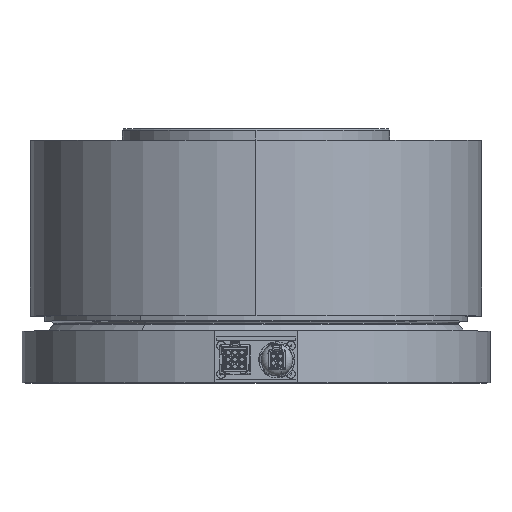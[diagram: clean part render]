
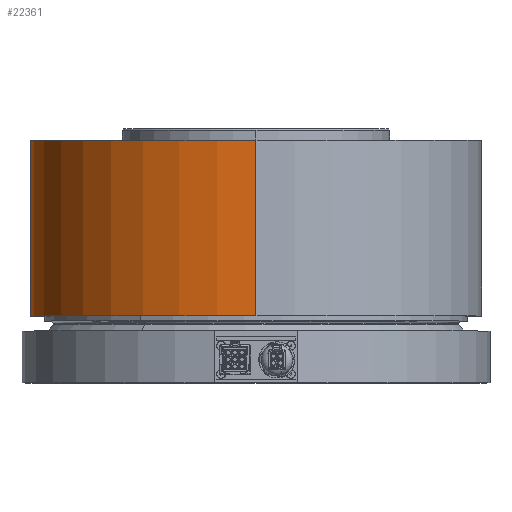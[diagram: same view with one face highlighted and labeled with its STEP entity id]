
A CAD part, top view. The second image highlights one B-rep face of the part: STEP entity #22361.
In plain terms, the highlighted cylindrical face has radius 135 mm (diameter 270 mm), a partial arc.
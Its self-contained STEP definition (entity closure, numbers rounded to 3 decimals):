
#1048 = VECTOR ( 'NONE', #45523, 1000. ) ;
#1655 = DIRECTION ( 'NONE',  ( 0.259, 0., -0.966 ) ) ;
#2610 = CARTESIAN_POINT ( 'NONE',  ( 0., 126.441, -135. ) ) ;
#4414 = AXIS2_PLACEMENT_3D ( 'NONE', #54328, #5102, #32065 ) ;
#4432 = AXIS2_PLACEMENT_3D ( 'NONE', #26219, #57526, #30770 ) ;
#5102 = DIRECTION ( 'NONE',  ( 0., 1., 0. ) ) ;
#6002 = VERTEX_POINT ( 'NONE', #36291 ) ;
#7121 = DIRECTION ( 'NONE',  ( 0., 1., 0. ) ) ;
#9549 = CARTESIAN_POINT ( 'NONE',  ( 0., 126.441, 135. ) ) ;
#11437 = ORIENTED_EDGE ( 'NONE', *, *, #46564, .F. ) ;
#22361 = ADVANCED_FACE ( 'NONE', ( #54909 ), #41638, .T. ) ;
#23270 = CARTESIAN_POINT ( 'NONE',  ( 0., 40., -135. ) ) ;
#24459 = CIRCLE ( 'NONE', #4432, 135. ) ;
#25126 = VERTEX_POINT ( 'NONE', #43747 ) ;
#25637 = VECTOR ( 'NONE', #7121, 1000. ) ;
#25834 = CIRCLE ( 'NONE', #48976, 135. ) ;
#26219 = CARTESIAN_POINT ( 'NONE',  ( 0., 145., 0. ) ) ;
#28617 = DIRECTION ( 'NONE',  ( 0., 1., 0. ) ) ;
#30770 = DIRECTION ( 'NONE',  ( 0., 0., -1. ) ) ;
#31177 = ORIENTED_EDGE ( 'NONE', *, *, #34607, .F. ) ;
#31523 = VERTEX_POINT ( 'NONE', #23270 ) ;
#31529 = CARTESIAN_POINT ( 'NONE',  ( 0., 145., 135. ) ) ;
#32065 = DIRECTION ( 'NONE',  ( 0., 0., -1. ) ) ;
#34607 = EDGE_CURVE ( 'NONE', #31523, #6002, #37568, .T. ) ;
#36291 = CARTESIAN_POINT ( 'NONE',  ( 0., 145., -135. ) ) ;
#36949 = LINE ( 'NONE', #9549, #1048 ) ;
#37367 = VERTEX_POINT ( 'NONE', #31529 ) ;
#37568 = LINE ( 'NONE', #2610, #25637 ) ;
#41638 = CYLINDRICAL_SURFACE ( 'NONE', #4414, 135. ) ;
#43747 = CARTESIAN_POINT ( 'NONE',  ( 0., 40., 135. ) ) ;
#45231 = ORIENTED_EDGE ( 'NONE', *, *, #49587, .T. ) ;
#45523 = DIRECTION ( 'NONE',  ( 0., 1., 0. ) ) ;
#46564 = EDGE_CURVE ( 'NONE', #6002, #37367, #24459, .T. ) ;
#48976 = AXIS2_PLACEMENT_3D ( 'NONE', #55391, #28617, #1655 ) ;
#49441 = ORIENTED_EDGE ( 'NONE', *, *, #52568, .T. ) ;
#49587 = EDGE_CURVE ( 'NONE', #25126, #37367, #36949, .T. ) ;
#52568 = EDGE_CURVE ( 'NONE', #31523, #25126, #25834, .T. ) ;
#54328 = CARTESIAN_POINT ( 'NONE',  ( 0., 126.441, 0. ) ) ;
#54909 = FACE_OUTER_BOUND ( 'NONE', #57685, .T. ) ;
#55391 = CARTESIAN_POINT ( 'NONE',  ( 0., 40., 0. ) ) ;
#57526 = DIRECTION ( 'NONE',  ( 0., 1., 0. ) ) ;
#57685 = EDGE_LOOP ( 'NONE', ( #49441, #45231, #11437, #31177 ) ) ;
